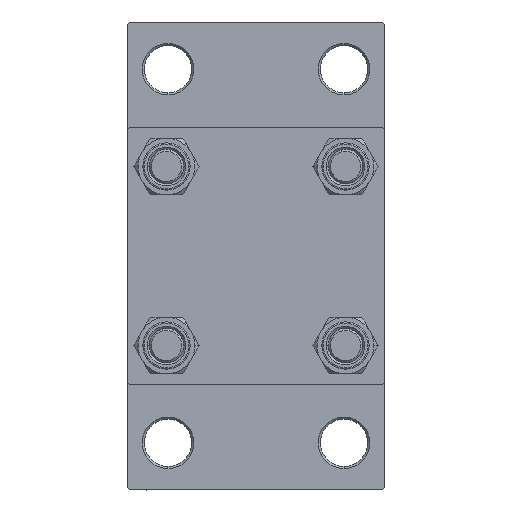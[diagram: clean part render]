
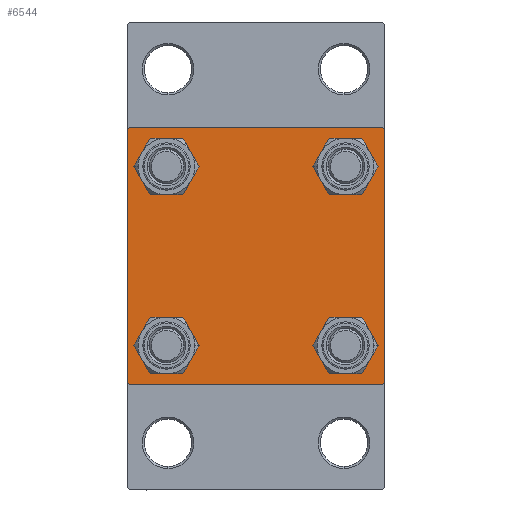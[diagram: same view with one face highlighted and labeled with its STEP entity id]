
A CAD part, left-side view. The second image highlights one B-rep face of the part: STEP entity #6544.
In plain terms, the highlighted planar face has unit normal (-1, 0, 0).
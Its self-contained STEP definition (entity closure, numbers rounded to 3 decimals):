
#670 = ORIENTED_EDGE ( 'NONE', *, *, #34858, .T. ) ;
#898 = CARTESIAN_POINT ( 'NONE',  ( 0., -20.85, -25.35 ) ) ;
#1798 = CIRCLE ( 'NONE', #43169, 4.5 ) ;
#2092 = CARTESIAN_POINT ( 'NONE',  ( 0., 30., 30. ) ) ;
#2328 = DIRECTION ( 'NONE',  ( 0., -1., 0. ) ) ;
#2500 = EDGE_LOOP ( 'NONE', ( #42522, #4268 ) ) ;
#2606 = ORIENTED_EDGE ( 'NONE', *, *, #41223, .T. ) ;
#2780 = DIRECTION ( 'NONE',  ( 1., 0., 0. ) ) ;
#2943 = DIRECTION ( 'NONE',  ( 1., 0., 0. ) ) ;
#3036 = EDGE_CURVE ( 'NONE', #44706, #5209, #1798, .T. ) ;
#3134 = AXIS2_PLACEMENT_3D ( 'NONE', #36862, #10936, #3754 ) ;
#3348 = VERTEX_POINT ( 'NONE', #41788 ) ;
#3566 = VECTOR ( 'NONE', #2328, 1000. ) ;
#3754 = DIRECTION ( 'NONE',  ( 0., 0., 1. ) ) ;
#3887 = FACE_OUTER_BOUND ( 'NONE', #4003, .T. ) ;
#4003 = EDGE_LOOP ( 'NONE', ( #2606, #4087, #8604, #31645, #9205, #11371, #18490, #670 ) ) ;
#4087 = ORIENTED_EDGE ( 'NONE', *, *, #23583, .T. ) ;
#4137 = CARTESIAN_POINT ( 'NONE',  ( 0., -29.5, 30. ) ) ;
#4268 = ORIENTED_EDGE ( 'NONE', *, *, #3036, .T. ) ;
#5162 = CARTESIAN_POINT ( 'NONE',  ( 0., -20.85, -16.35 ) ) ;
#5209 = VERTEX_POINT ( 'NONE', #33508 ) ;
#6070 = CARTESIAN_POINT ( 'NONE',  ( 0., -30., 30. ) ) ;
#6177 = VERTEX_POINT ( 'NONE', #44952 ) ;
#6187 = CIRCLE ( 'NONE', #3134, 4.5 ) ;
#6542 = CIRCLE ( 'NONE', #29582, 4.5 ) ;
#6544 = ADVANCED_FACE ( 'NONE', ( #17344, #11548, #22608, #25975, #3887 ), #26441, .T. ) ;
#6919 = CARTESIAN_POINT ( 'NONE',  ( 0., -30., -29.5 ) ) ;
#6981 = CIRCLE ( 'NONE', #10063, 4.5 ) ;
#7016 = AXIS2_PLACEMENT_3D ( 'NONE', #28677, #18577, #18341 ) ;
#7024 = DIRECTION ( 'NONE',  ( 0., 0.707, 0.707 ) ) ;
#7455 = CARTESIAN_POINT ( 'NONE',  ( 0., 20.85, 16.35 ) ) ;
#7676 = EDGE_LOOP ( 'NONE', ( #11477, #37846 ) ) ;
#8529 = AXIS2_PLACEMENT_3D ( 'NONE', #11167, #26059, #18379 ) ;
#8604 = ORIENTED_EDGE ( 'NONE', *, *, #20862, .T. ) ;
#9006 = CIRCLE ( 'NONE', #47300, 4.5 ) ;
#9205 = ORIENTED_EDGE ( 'NONE', *, *, #16506, .F. ) ;
#9427 = LINE ( 'NONE', #23858, #18332 ) ;
#9805 = CARTESIAN_POINT ( 'NONE',  ( 0., 30., -30. ) ) ;
#10063 = AXIS2_PLACEMENT_3D ( 'NONE', #10822, #2943, #21640 ) ;
#10822 = CARTESIAN_POINT ( 'NONE',  ( 0., -20.85, 20.85 ) ) ;
#10904 = CARTESIAN_POINT ( 'NONE',  ( 0., 30., 30. ) ) ;
#10936 = DIRECTION ( 'NONE',  ( 1., 0., 0. ) ) ;
#11167 = CARTESIAN_POINT ( 'NONE',  ( 0., -20.85, -20.85 ) ) ;
#11371 = ORIENTED_EDGE ( 'NONE', *, *, #16708, .T. ) ;
#11477 = ORIENTED_EDGE ( 'NONE', *, *, #28824, .T. ) ;
#11517 = ORIENTED_EDGE ( 'NONE', *, *, #15914, .T. ) ;
#11548 = FACE_BOUND ( 'NONE', #7676, .T. ) ;
#11571 = CARTESIAN_POINT ( 'NONE',  ( 0., -20.85, 25.35 ) ) ;
#11633 = EDGE_CURVE ( 'NONE', #3348, #12050, #6542, .T. ) ;
#12050 = VERTEX_POINT ( 'NONE', #11571 ) ;
#13651 = VECTOR ( 'NONE', #46763, 1000. ) ;
#13751 = CARTESIAN_POINT ( 'NONE',  ( 0., -29.75, 29.75 ) ) ;
#15045 = VERTEX_POINT ( 'NONE', #26058 ) ;
#15328 = CARTESIAN_POINT ( 'NONE',  ( 0., 29.5, 30. ) ) ;
#15383 = DIRECTION ( 'NONE',  ( 0., 0., 1. ) ) ;
#15881 = VERTEX_POINT ( 'NONE', #4137 ) ;
#15914 = EDGE_CURVE ( 'NONE', #36306, #15045, #9006, .T. ) ;
#16506 = EDGE_CURVE ( 'NONE', #6177, #20896, #33712, .T. ) ;
#16708 = EDGE_CURVE ( 'NONE', #6177, #15881, #25055, .T. ) ;
#16808 = ORIENTED_EDGE ( 'NONE', *, *, #29184, .T. ) ;
#17086 = LINE ( 'NONE', #19998, #35522 ) ;
#17344 = FACE_BOUND ( 'NONE', #42027, .T. ) ;
#18332 = VECTOR ( 'NONE', #27232, 1000. ) ;
#18341 = DIRECTION ( 'NONE',  ( 0., 0., 1. ) ) ;
#18379 = DIRECTION ( 'NONE',  ( 0., 0., 1. ) ) ;
#18490 = ORIENTED_EDGE ( 'NONE', *, *, #45172, .F. ) ;
#18577 = DIRECTION ( 'NONE',  ( 1., 0., 0. ) ) ;
#18780 = CARTESIAN_POINT ( 'NONE',  ( 0., 20.85, -20.85 ) ) ;
#19998 = CARTESIAN_POINT ( 'NONE',  ( 0., 29.75, 29.75 ) ) ;
#20623 = LINE ( 'NONE', #9805, #13651 ) ;
#20731 = DIRECTION ( 'NONE',  ( 0., 0., -1. ) ) ;
#20862 = EDGE_CURVE ( 'NONE', #35810, #31178, #20623, .T. ) ;
#20896 = VERTEX_POINT ( 'NONE', #6919 ) ;
#21595 = CIRCLE ( 'NONE', #8529, 4.5 ) ;
#21640 = DIRECTION ( 'NONE',  ( 0., 0., 1. ) ) ;
#21907 = VERTEX_POINT ( 'NONE', #15328 ) ;
#22608 = FACE_BOUND ( 'NONE', #35524, .T. ) ;
#23583 = EDGE_CURVE ( 'NONE', #43644, #35810, #9427, .T. ) ;
#23858 = CARTESIAN_POINT ( 'NONE',  ( 0., 29.75, -29.75 ) ) ;
#24819 = CARTESIAN_POINT ( 'NONE',  ( 0., 30., -29.5 ) ) ;
#25055 = LINE ( 'NONE', #13751, #40355 ) ;
#25558 = DIRECTION ( 'NONE',  ( 0., 0., -1. ) ) ;
#25975 = FACE_BOUND ( 'NONE', #2500, .T. ) ;
#26041 = LINE ( 'NONE', #10904, #31042 ) ;
#26058 = CARTESIAN_POINT ( 'NONE',  ( 0., 20.85, -25.35 ) ) ;
#26059 = DIRECTION ( 'NONE',  ( 1., 0., 0. ) ) ;
#26441 = PLANE ( 'NONE',  #44696 ) ;
#26907 = EDGE_CURVE ( 'NONE', #36093, #44615, #21595, .T. ) ;
#27232 = DIRECTION ( 'NONE',  ( 0., -0.707, -0.707 ) ) ;
#27901 = DIRECTION ( 'NONE',  ( 0., 0.707, -0.707 ) ) ;
#28677 = CARTESIAN_POINT ( 'NONE',  ( 0., 20.85, 20.85 ) ) ;
#28712 = CARTESIAN_POINT ( 'NONE',  ( 0., 20.85, -16.35 ) ) ;
#28824 = EDGE_CURVE ( 'NONE', #44615, #36093, #6187, .T. ) ;
#28869 = CARTESIAN_POINT ( 'NONE',  ( 0., 30., 29.5 ) ) ;
#29184 = EDGE_CURVE ( 'NONE', #12050, #3348, #6981, .T. ) ;
#29573 = CARTESIAN_POINT ( 'NONE',  ( 0., 0., 0. ) ) ;
#29582 = AXIS2_PLACEMENT_3D ( 'NONE', #43848, #39318, #46980 ) ;
#30450 = CARTESIAN_POINT ( 'NONE',  ( 0., -29.5, -30. ) ) ;
#30494 = EDGE_CURVE ( 'NONE', #5209, #44706, #43805, .T. ) ;
#31042 = VECTOR ( 'NONE', #25558, 1000. ) ;
#31178 = VERTEX_POINT ( 'NONE', #30450 ) ;
#31645 = ORIENTED_EDGE ( 'NONE', *, *, #40118, .T. ) ;
#31811 = CARTESIAN_POINT ( 'NONE',  ( 0., 20.85, 20.85 ) ) ;
#31860 = AXIS2_PLACEMENT_3D ( 'NONE', #39858, #39388, #39627 ) ;
#32064 = DIRECTION ( 'NONE',  ( 0., -0.707, 0.707 ) ) ;
#32529 = LINE ( 'NONE', #47149, #32624 ) ;
#32624 = VECTOR ( 'NONE', #32064, 1000. ) ;
#33182 = DIRECTION ( 'NONE',  ( 1., 0., 0. ) ) ;
#33420 = DIRECTION ( 'NONE',  ( 0., 0., 1. ) ) ;
#33508 = CARTESIAN_POINT ( 'NONE',  ( 0., 20.85, 25.35 ) ) ;
#33712 = LINE ( 'NONE', #6070, #34227 ) ;
#34227 = VECTOR ( 'NONE', #20731, 1000. ) ;
#34858 = EDGE_CURVE ( 'NONE', #21907, #46685, #17086, .T. ) ;
#35429 = LINE ( 'NONE', #2092, #3566 ) ;
#35522 = VECTOR ( 'NONE', #27901, 1000. ) ;
#35524 = EDGE_LOOP ( 'NONE', ( #11517, #39386 ) ) ;
#35810 = VERTEX_POINT ( 'NONE', #45095 ) ;
#35886 = DIRECTION ( 'NONE',  ( 0., 0., 1. ) ) ;
#36093 = VERTEX_POINT ( 'NONE', #898 ) ;
#36306 = VERTEX_POINT ( 'NONE', #28712 ) ;
#36862 = CARTESIAN_POINT ( 'NONE',  ( 0., -20.85, -20.85 ) ) ;
#37846 = ORIENTED_EDGE ( 'NONE', *, *, #26907, .T. ) ;
#39318 = DIRECTION ( 'NONE',  ( 1., 0., 0. ) ) ;
#39386 = ORIENTED_EDGE ( 'NONE', *, *, #43156, .T. ) ;
#39388 = DIRECTION ( 'NONE',  ( 1., 0., 0. ) ) ;
#39569 = ORIENTED_EDGE ( 'NONE', *, *, #11633, .T. ) ;
#39627 = DIRECTION ( 'NONE',  ( 0., 0., 1. ) ) ;
#39858 = CARTESIAN_POINT ( 'NONE',  ( 0., 20.85, -20.85 ) ) ;
#40118 = EDGE_CURVE ( 'NONE', #31178, #20896, #32529, .T. ) ;
#40355 = VECTOR ( 'NONE', #7024, 1000. ) ;
#41223 = EDGE_CURVE ( 'NONE', #46685, #43644, #26041, .T. ) ;
#41788 = CARTESIAN_POINT ( 'NONE',  ( 0., -20.85, 16.35 ) ) ;
#42027 = EDGE_LOOP ( 'NONE', ( #16808, #39569 ) ) ;
#42522 = ORIENTED_EDGE ( 'NONE', *, *, #30494, .T. ) ;
#43156 = EDGE_CURVE ( 'NONE', #15045, #36306, #43360, .T. ) ;
#43169 = AXIS2_PLACEMENT_3D ( 'NONE', #31811, #2780, #35886 ) ;
#43360 = CIRCLE ( 'NONE', #31860, 4.5 ) ;
#43644 = VERTEX_POINT ( 'NONE', #24819 ) ;
#43805 = CIRCLE ( 'NONE', #7016, 4.5 ) ;
#43848 = CARTESIAN_POINT ( 'NONE',  ( 0., -20.85, 20.85 ) ) ;
#44187 = DIRECTION ( 'NONE',  ( -1., 0., 0. ) ) ;
#44615 = VERTEX_POINT ( 'NONE', #5162 ) ;
#44696 = AXIS2_PLACEMENT_3D ( 'NONE', #29573, #44187, #15383 ) ;
#44706 = VERTEX_POINT ( 'NONE', #7455 ) ;
#44952 = CARTESIAN_POINT ( 'NONE',  ( 0., -30., 29.5 ) ) ;
#45095 = CARTESIAN_POINT ( 'NONE',  ( 0., 29.5, -30. ) ) ;
#45172 = EDGE_CURVE ( 'NONE', #21907, #15881, #35429, .T. ) ;
#46685 = VERTEX_POINT ( 'NONE', #28869 ) ;
#46763 = DIRECTION ( 'NONE',  ( 0., -1., 0. ) ) ;
#46980 = DIRECTION ( 'NONE',  ( 0., 0., 1. ) ) ;
#47149 = CARTESIAN_POINT ( 'NONE',  ( 0., -29.75, -29.75 ) ) ;
#47300 = AXIS2_PLACEMENT_3D ( 'NONE', #18780, #33182, #33420 ) ;
